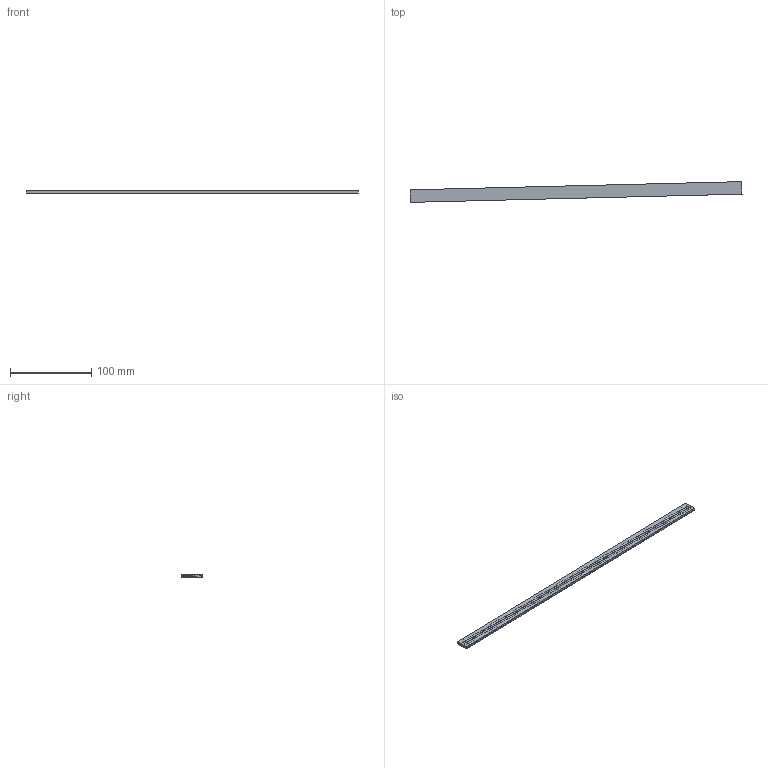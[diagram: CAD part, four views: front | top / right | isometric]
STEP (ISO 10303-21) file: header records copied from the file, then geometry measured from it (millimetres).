
FILE_DESCRIPTION(/* description */ ('Unknown'),/* implementation_level */ '2;1');
FILE_NAME(/* name */ '3851150_maxSized',/* time_stamp */ '2019-12-09T16:54:40+08:00',/* author */ ('Unknown'),/* organization */ ('Unknown'),/* preprocessor_version */ 'ST-DEVELOPER v16.7',/* originating_system */ 'DEX',/* authorisation */ $);
FILE_SCHEMA (('AUTOMOTIVE_DESIGN {1 0 10303 214 3 1 1}'));
Length unit declared in the file: millimetre
Products named in the file (3): 3851150_maxSized; maxSized; 3851150_407,04mm
Assembly tree (2 placements, depth 2):
  3851150_maxSized
    maxSized
    3851150_407,04mm
Bounding box: 408.1 x 25.49 x 3.2 mm (x, y, z)
Volume: 20714.6 mm3; surface area: 36154 mm2
Topology: 2 solids, 2 shells, 1810 faces, 5412 edges, 3352 vertices
Faces by surface type: cylinder 1280, plane 530
Entity records: 61718 total; most frequent: DIRECTION 11598, ORIENTED_EDGE 10824, CARTESIAN_POINT 10577, EDGE_CURVE 5412, AXIS2_PLACEMENT_3D 4373, VERTEX_POINT 3352, LINE 2852, VECTOR 2852
